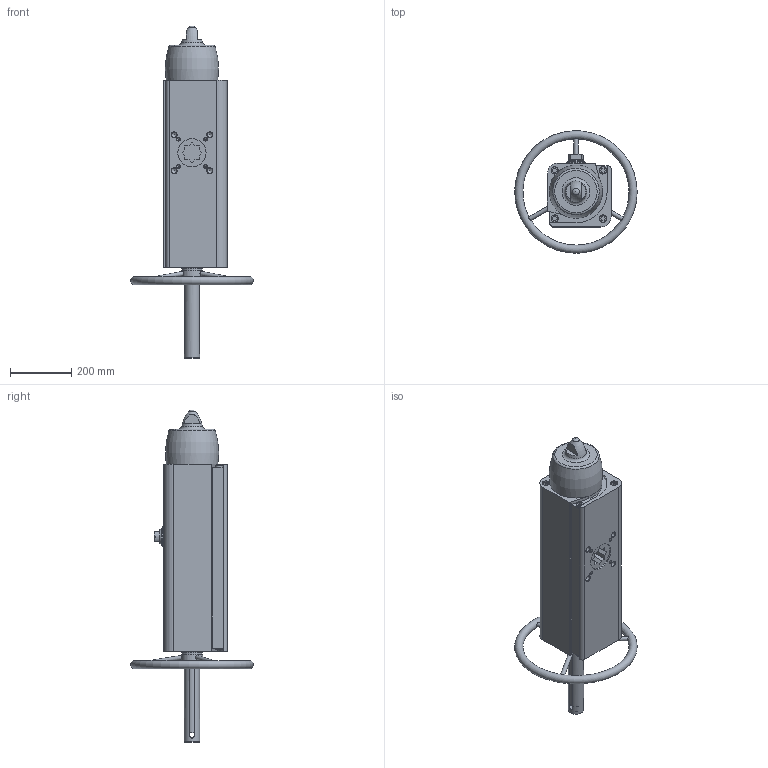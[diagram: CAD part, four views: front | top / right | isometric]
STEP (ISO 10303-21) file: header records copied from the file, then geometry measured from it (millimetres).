
FILE_DESCRIPTION(/* description */ ('STEP AP214'),/* implementation_level */ '2;1');
FILE_NAME(/* name */ '8005067_DAPS-0960-090-RS1-F1216-MW',/* time_stamp */ '2024-08-13T17:38:13+02:00',/* author */ ('License CC BY-ND 4.0'),/* organization */ ('CADENAS'),/* preprocessor_version */ 'ST-DEVELOPER v19.3',/* originating_system */ 'PARTsolutions',/* authorisation */ ' ');
FILE_SCHEMA (('AUTOMOTIVE_DESIGN {1 0 10303 214 3 1 1}'));
Length unit declared in the file: millimetre
Products named in the file (3): 8005067 DAPS-0960-090-RS1-F1216-MW---0; 8005067 DAPS-0960-090-RS1-F1216-MW---(1); 8005067 DAPS-0960-090-RS1-F1216-MW---(2)
Assembly tree (2 placements, depth 2):
  8005067 DAPS-0960-090-RS1-F1216-MW---0
    8005067 DAPS-0960-090-RS1-F1216-MW---(1)
    8005067 DAPS-0960-090-RS1-F1216-MW---(2)
Bounding box: 399.69 x 399.95 x 1084 mm (x, y, z)
Volume: 29258290.5 mm3; surface area: 951123.4 mm2
Topology: 2 solids, 2 shells, 270 faces, 682 edges, 439 vertices
Faces by surface type: plane 146, cylinder 68, cone 41, torus 15
Full cylindrical faces by diameter (mm): 4.134 x8, 4.917 x1, 10.106 x4, 11.445 x2, 14 x3, 17.294 x4, 24 x8, 45 x1, 50 x2, 54.6 x1, 64 x2, 66 x1, 70 x1, 92 x2
Entity records: 7491 total; most frequent: CARTESIAN_POINT 1416, DIRECTION 1250, ORIENTED_EDGE 1082, EDGE_CURVE 541, AXIS2_PLACEMENT_3D 452, FACE_BOUND 417, VERTEX_POINT 414, EDGE_LOOP 397
